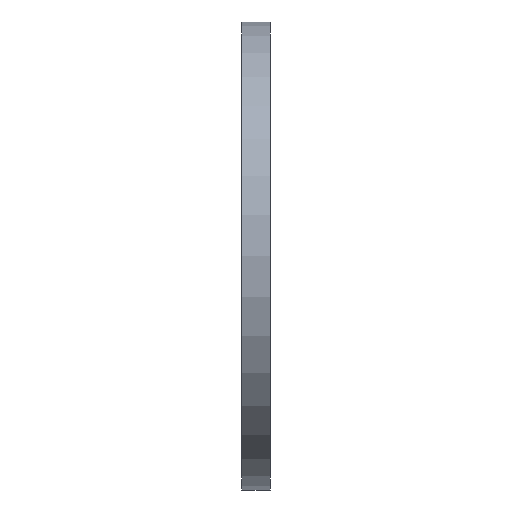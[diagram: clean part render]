
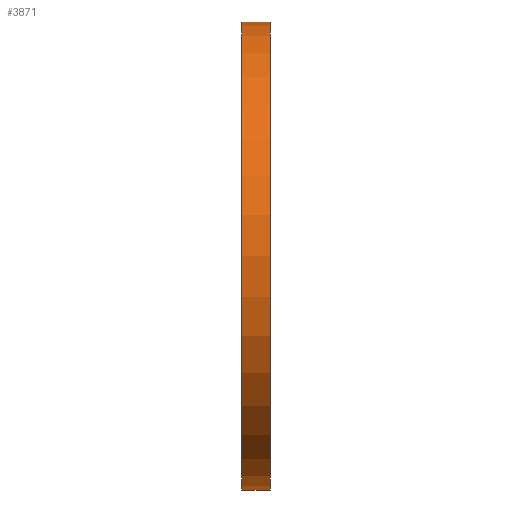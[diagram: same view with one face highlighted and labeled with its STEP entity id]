
A CAD part, left-side view. The second image highlights one B-rep face of the part: STEP entity #3871.
In plain terms, the highlighted cylindrical face has radius 50 mm (diameter 100 mm), a partial arc.
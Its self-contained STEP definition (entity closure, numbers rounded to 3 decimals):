
#2 = AXIS2_PLACEMENT_3D ( 'NONE', #433, #2778, #9907 ) ;
#433 = CARTESIAN_POINT ( 'NONE',  ( 0., 0., 0. ) ) ;
#539 = ORIENTED_EDGE ( 'NONE', *, *, #9180, .T. ) ;
#1151 = DIRECTION ( 'NONE',  ( 0., 0., 1. ) ) ;
#1585 = CARTESIAN_POINT ( 'NONE',  ( 0., 6., -50. ) ) ;
#2213 = FACE_OUTER_BOUND ( 'NONE', #13426, .T. ) ;
#2603 = AXIS2_PLACEMENT_3D ( 'NONE', #3546, #11686, #1151 ) ;
#2778 = DIRECTION ( 'NONE',  ( 0., 1., 0. ) ) ;
#3522 = ORIENTED_EDGE ( 'NONE', *, *, #7841, .F. ) ;
#3546 = CARTESIAN_POINT ( 'NONE',  ( 0., 6., 0. ) ) ;
#3578 = ORIENTED_EDGE ( 'NONE', *, *, #12289, .T. ) ;
#3618 = VECTOR ( 'NONE', #3842, 1000. ) ;
#3727 = CIRCLE ( 'NONE', #2603, 50. ) ;
#3842 = DIRECTION ( 'NONE',  ( 0., -1., 0. ) ) ;
#3871 = ADVANCED_FACE ( 'NONE', ( #2213 ), #12260, .T. ) ;
#4920 = EDGE_CURVE ( 'NONE', #7964, #9971, #6194, .T. ) ;
#5522 = DIRECTION ( 'NONE',  ( 0., -1., 0. ) ) ;
#6194 = LINE ( 'NONE', #14600, #10962 ) ;
#7316 = CARTESIAN_POINT ( 'NONE',  ( 0., 6., 0. ) ) ;
#7841 = EDGE_CURVE ( 'NONE', #11423, #7964, #3727, .T. ) ;
#7964 = VERTEX_POINT ( 'NONE', #8680 ) ;
#8680 = CARTESIAN_POINT ( 'NONE',  ( 0., 6., 50. ) ) ;
#9180 = EDGE_CURVE ( 'NONE', #11423, #10245, #10214, .T. ) ;
#9907 = DIRECTION ( 'NONE',  ( 0., 0., 1. ) ) ;
#9971 = VERTEX_POINT ( 'NONE', #14633 ) ;
#10214 = LINE ( 'NONE', #1585, #3618 ) ;
#10245 = VERTEX_POINT ( 'NONE', #11035 ) ;
#10429 = AXIS2_PLACEMENT_3D ( 'NONE', #7316, #5522, #13694 ) ;
#10801 = CIRCLE ( 'NONE', #2, 50. ) ;
#10962 = VECTOR ( 'NONE', #14808, 1000. ) ;
#11035 = CARTESIAN_POINT ( 'NONE',  ( 0., 0., -50. ) ) ;
#11423 = VERTEX_POINT ( 'NONE', #14898 ) ;
#11686 = DIRECTION ( 'NONE',  ( 0., 1., 0. ) ) ;
#12260 = CYLINDRICAL_SURFACE ( 'NONE', #10429, 50. ) ;
#12289 = EDGE_CURVE ( 'NONE', #10245, #9971, #10801, .T. ) ;
#12482 = ORIENTED_EDGE ( 'NONE', *, *, #4920, .F. ) ;
#13426 = EDGE_LOOP ( 'NONE', ( #12482, #3522, #539, #3578 ) ) ;
#13694 = DIRECTION ( 'NONE',  ( 0., 0., -1. ) ) ;
#14600 = CARTESIAN_POINT ( 'NONE',  ( 0., 6., 50. ) ) ;
#14633 = CARTESIAN_POINT ( 'NONE',  ( 0., 0., 50. ) ) ;
#14808 = DIRECTION ( 'NONE',  ( 0., -1., 0. ) ) ;
#14898 = CARTESIAN_POINT ( 'NONE',  ( 0., 6., -50. ) ) ;
